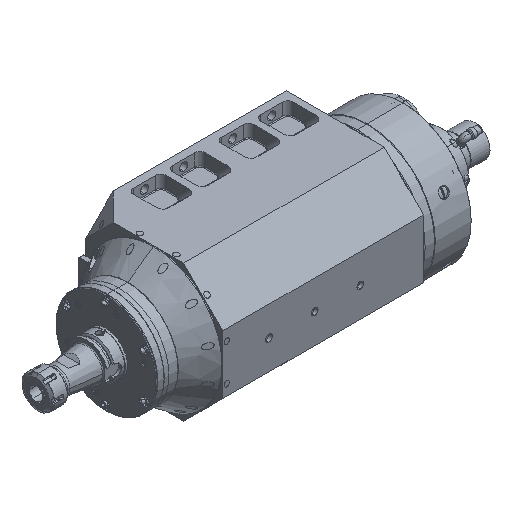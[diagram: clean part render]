
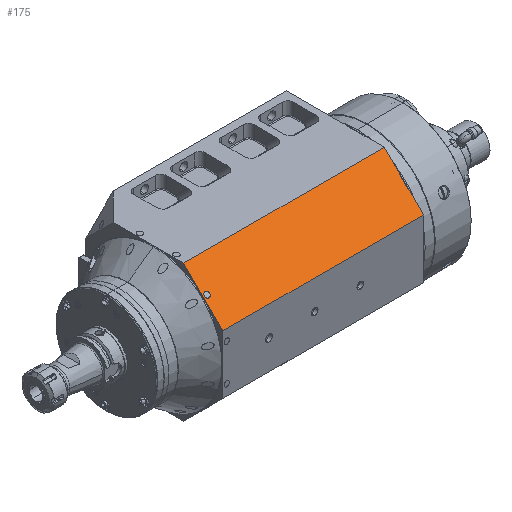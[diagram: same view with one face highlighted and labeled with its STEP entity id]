
A CAD part, isometric view. The second image highlights one B-rep face of the part: STEP entity #175.
In plain terms, the highlighted planar face has unit normal (0, -0.707, 0.707).
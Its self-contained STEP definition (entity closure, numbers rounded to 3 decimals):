
#175 = ADVANCED_FACE ( 'NONE', ( #21210, #30874 ), #30533, .T. ) ;
#2825 = VECTOR ( 'NONE', #46820, 1000. ) ;
#4017 = CARTESIAN_POINT ( 'NONE',  ( 83., -75., 75. ) ) ;
#7635 = EDGE_CURVE ( 'NONE', #16230, #12537, #21908, .T. ) ;
#7773 = CARTESIAN_POINT ( 'NONE',  ( -527.985, -105., 45. ) ) ;
#8221 = DIRECTION ( 'NONE',  ( 0., -0.707, -0.707 ) ) ;
#10297 = AXIS2_PLACEMENT_3D ( 'NONE', #4017, #32887, #8221 ) ;
#10312 = ORIENTED_EDGE ( 'NONE', *, *, #28777, .F. ) ;
#12537 = VERTEX_POINT ( 'NONE', #46691 ) ;
#13307 = LINE ( 'NONE', #52292, #24277 ) ;
#13854 = LINE ( 'NONE', #18264, #2825 ) ;
#14922 = CARTESIAN_POINT ( 'NONE',  ( 83., -75., 75. ) ) ;
#16230 = VERTEX_POINT ( 'NONE', #35020 ) ;
#18264 = CARTESIAN_POINT ( 'NONE',  ( -527.985, -45., 105. ) ) ;
#19103 = DIRECTION ( 'NONE',  ( 0., -0.707, -0.707 ) ) ;
#19843 = EDGE_LOOP ( 'NONE', ( #29563, #53187 ) ) ;
#21210 = FACE_OUTER_BOUND ( 'NONE', #48963, .T. ) ;
#21908 = LINE ( 'NONE', #42253, #42486 ) ;
#22975 = CIRCLE ( 'NONE', #10297, 4. ) ;
#23617 = DIRECTION ( 'NONE',  ( 0., -0.707, -0.707 ) ) ;
#24017 = EDGE_CURVE ( 'NONE', #50932, #32869, #30389, .T. ) ;
#24277 = VECTOR ( 'NONE', #23617, 1000. ) ;
#27881 = EDGE_CURVE ( 'NONE', #49981, #32519, #13307, .T. ) ;
#27997 = CARTESIAN_POINT ( 'NONE',  ( 83., -77.828, 72.172 ) ) ;
#28288 = CARTESIAN_POINT ( 'NONE',  ( 77., -105., 45. ) ) ;
#28777 = EDGE_CURVE ( 'NONE', #49981, #16230, #13854, .T. ) ;
#28969 = EDGE_CURVE ( 'NONE', #32519, #12537, #34437, .T. ) ;
#29563 = ORIENTED_EDGE ( 'NONE', *, *, #24017, .T. ) ;
#29885 = DIRECTION ( 'NONE',  ( 0., -0.707, -0.707 ) ) ;
#29931 = DIRECTION ( 'NONE',  ( 0., -0.707, 0.707 ) ) ;
#30124 = ORIENTED_EDGE ( 'NONE', *, *, #28969, .T. ) ;
#30389 = CIRCLE ( 'NONE', #47026, 4. ) ;
#30533 = PLANE ( 'NONE',  #36095 ) ;
#30874 = FACE_BOUND ( 'NONE', #19843, .T. ) ;
#31156 = CARTESIAN_POINT ( 'NONE',  ( -527.985, -45., 105. ) ) ;
#31482 = CARTESIAN_POINT ( 'NONE',  ( 83., -72.172, 77.828 ) ) ;
#32441 = DIRECTION ( 'NONE',  ( 1., 0., 0. ) ) ;
#32519 = VERTEX_POINT ( 'NONE', #28288 ) ;
#32869 = VERTEX_POINT ( 'NONE', #31482 ) ;
#32887 = DIRECTION ( 'NONE',  ( 0., 0.707, -0.707 ) ) ;
#34437 = LINE ( 'NONE', #7773, #51106 ) ;
#35020 = CARTESIAN_POINT ( 'NONE',  ( 384.95, -45., 105. ) ) ;
#35846 = CARTESIAN_POINT ( 'NONE',  ( 77., -45., 105. ) ) ;
#36095 = AXIS2_PLACEMENT_3D ( 'NONE', #31156, #29931, #29885 ) ;
#41117 = ORIENTED_EDGE ( 'NONE', *, *, #27881, .T. ) ;
#41900 = DIRECTION ( 'NONE',  ( 0., -0.707, -0.707 ) ) ;
#42253 = CARTESIAN_POINT ( 'NONE',  ( 384.95, -45., 105. ) ) ;
#42486 = VECTOR ( 'NONE', #41900, 1000. ) ;
#43592 = ORIENTED_EDGE ( 'NONE', *, *, #7635, .F. ) ;
#43722 = DIRECTION ( 'NONE',  ( 0., 0.707, -0.707 ) ) ;
#46097 = EDGE_CURVE ( 'NONE', #32869, #50932, #22975, .T. ) ;
#46691 = CARTESIAN_POINT ( 'NONE',  ( 384.95, -105., 45. ) ) ;
#46820 = DIRECTION ( 'NONE',  ( 1., 0., 0. ) ) ;
#47026 = AXIS2_PLACEMENT_3D ( 'NONE', #14922, #43722, #19103 ) ;
#48963 = EDGE_LOOP ( 'NONE', ( #10312, #41117, #30124, #43592 ) ) ;
#49981 = VERTEX_POINT ( 'NONE', #35846 ) ;
#50932 = VERTEX_POINT ( 'NONE', #27997 ) ;
#51106 = VECTOR ( 'NONE', #32441, 1000. ) ;
#52292 = CARTESIAN_POINT ( 'NONE',  ( 77., -45., 105. ) ) ;
#53187 = ORIENTED_EDGE ( 'NONE', *, *, #46097, .T. ) ;
